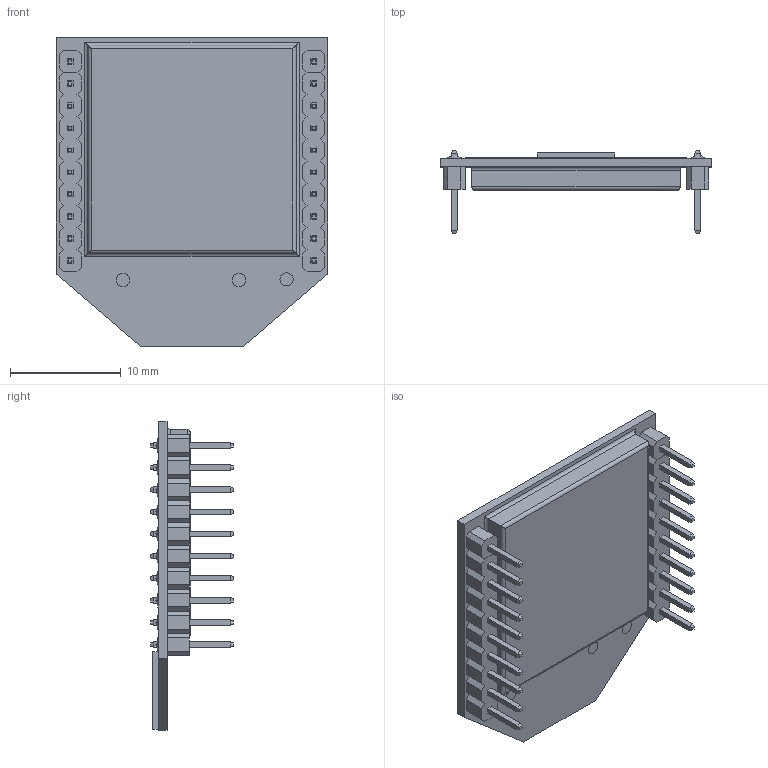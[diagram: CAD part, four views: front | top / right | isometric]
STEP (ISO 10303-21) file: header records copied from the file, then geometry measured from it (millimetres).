
FILE_DESCRIPTION (( 'STEP AP214' ), '1' );
FILE_NAME ('User Library-XBee-Chip.STEP', '2015-04-29T16:22:02', ( 'Windows User' ), ( '' ), 'SwSTEP 2.0', 'SolidWorks 2015', '' );
FILE_SCHEMA (( 'AUTOMOTIVE_DESIGN' ));
Length unit declared in the file: millimetre
Products named in the file (4): User Library-XBee-Chip_XBee-Chip-antenna_1; User Library-XBee-Chip_XBee-Chip_1; User Library-XBee-Chip_XBee-10pin-male_1; User Library-XBee-Chip
Assembly tree (4 placements, depth 2):
  User Library-XBee-Chip
    User Library-XBee-Chip_XBee-10pin-male_1  x2
    User Library-XBee-Chip_XBee-Chip_1
    User Library-XBee-Chip_XBee-Chip-antenna_1
Bounding box: 24.5 x 7.5 x 27.9 mm (x, y, z)
Volume: 1443.5 mm3; surface area: 2235.3 mm2
Topology: 14 solids, 14 shells, 921 faces, 2208 edges, 1396 vertices
Faces by surface type: plane 728, bspline 129, cylinder 64
Entity records: 33560 total; most frequent: CARTESIAN_POINT 11363, ORIENTED_EDGE 3152, DIRECTION 2524, EDGE_CURVE 1576, VECTOR 1198, LINE 1198, VERTEX_POINT 1028, EDGE_LOOP 776
